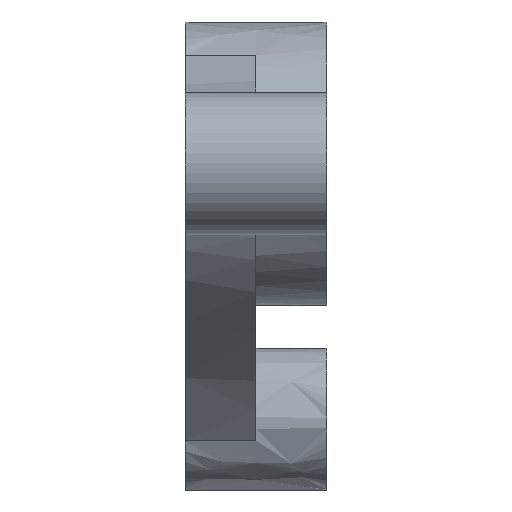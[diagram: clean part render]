
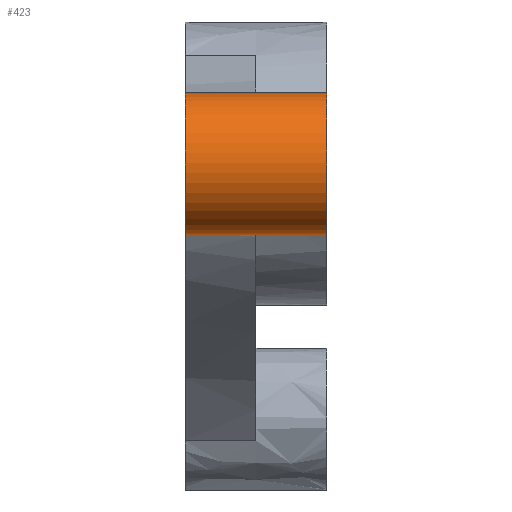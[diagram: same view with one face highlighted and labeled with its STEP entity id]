
A CAD part, front view. The second image highlights one B-rep face of the part: STEP entity #423.
In plain terms, the highlighted free-form (B-spline) face has degree [2, 1] with [5, 2] control points.
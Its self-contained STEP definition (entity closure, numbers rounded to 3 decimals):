
#345 = VERTEX_POINT('',#346);
#346 = CARTESIAN_POINT('',(10.005,-34.611,
    -4.531));
#356 = EDGE_CURVE('',#345,#357,#359,.T.);
#357 = VERTEX_POINT('',#358);
#358 = CARTESIAN_POINT('',(-10.005,-34.611,
    -4.531));
#359 = B_SPLINE_CURVE_WITH_KNOTS('',1,(#360,#361),.UNSPECIFIED.,.F.,.F.,
  (2,2),(-0.,20.),.PIECEWISE_BEZIER_KNOTS.);
#360 = CARTESIAN_POINT('',(10.005,-34.611,
    -4.531));
#361 = CARTESIAN_POINT('',(-10.005,-34.611,
    -4.531));
#423 = ADVANCED_FACE('',(#424),#452,.T.);
#424 = FACE_BOUND('',#425,.T.);
#425 = EDGE_LOOP('',(#426,#427,#437,#444));
#426 = ORIENTED_EDGE('',*,*,#356,.F.);
#427 = ORIENTED_EDGE('',*,*,#428,.F.);
#428 = EDGE_CURVE('',#429,#345,#431,.T.);
#429 = VERTEX_POINT('',#430);
#430 = CARTESIAN_POINT('',(10.005,-34.611,
    15.479));
#431 = ( BOUNDED_CURVE() B_SPLINE_CURVE(2,(#432,#433,#434,#435,#436),
.UNSPECIFIED.,.F.,.F.) B_SPLINE_CURVE_WITH_KNOTS((3,2,3),(3.142,
4.712,6.283),.PIECEWISE_BEZIER_KNOTS.) CURVE() 
GEOMETRIC_REPRESENTATION_ITEM() RATIONAL_B_SPLINE_CURVE((1.,
0.707,1.,0.707,1.)) REPRESENTATION_ITEM('') );
#432 = CARTESIAN_POINT('',(10.005,-34.611,
    15.479));
#433 = CARTESIAN_POINT('',(10.005,-44.616,
    15.479));
#434 = CARTESIAN_POINT('',(10.005,-44.616,
    5.474));
#435 = CARTESIAN_POINT('',(10.005,-44.616,
    -4.531));
#436 = CARTESIAN_POINT('',(10.005,-34.611,
    -4.531));
#437 = ORIENTED_EDGE('',*,*,#438,.T.);
#438 = EDGE_CURVE('',#429,#439,#441,.T.);
#439 = VERTEX_POINT('',#440);
#440 = CARTESIAN_POINT('',(-10.005,-34.611,
    15.479));
#441 = B_SPLINE_CURVE_WITH_KNOTS('',1,(#442,#443),.UNSPECIFIED.,.F.,.F.,
  (2,2),(-0.,20.),.PIECEWISE_BEZIER_KNOTS.);
#442 = CARTESIAN_POINT('',(10.005,-34.611,
    15.479));
#443 = CARTESIAN_POINT('',(-10.005,-34.611,
    15.479));
#444 = ORIENTED_EDGE('',*,*,#445,.T.);
#445 = EDGE_CURVE('',#439,#357,#446,.T.);
#446 = ( BOUNDED_CURVE() B_SPLINE_CURVE(2,(#447,#448,#449,#450,#451),
.UNSPECIFIED.,.F.,.F.) B_SPLINE_CURVE_WITH_KNOTS((3,2,3),(3.142,
4.712,6.283),.PIECEWISE_BEZIER_KNOTS.) CURVE() 
GEOMETRIC_REPRESENTATION_ITEM() RATIONAL_B_SPLINE_CURVE((1.,
0.707,1.,0.707,1.)) REPRESENTATION_ITEM('') );
#447 = CARTESIAN_POINT('',(-10.005,-34.611,
    15.479));
#448 = CARTESIAN_POINT('',(-10.005,-44.616,
    15.479));
#449 = CARTESIAN_POINT('',(-10.005,-44.616,
    5.474));
#450 = CARTESIAN_POINT('',(-10.005,-44.616,
    -4.531));
#451 = CARTESIAN_POINT('',(-10.005,-34.611,
    -4.531));
#452 = ( BOUNDED_SURFACE() B_SPLINE_SURFACE(2,1,(
    (#453,#454)
    ,(#455,#456)
    ,(#457,#458)
    ,(#459,#460)
,(#461,#462
    )),.UNSPECIFIED.,.F.,.F.,.F.) B_SPLINE_SURFACE_WITH_KNOTS((3,2,3),(2
    ,2),(3.142,4.712,6.283),(0.,20.),
.PIECEWISE_BEZIER_KNOTS.) GEOMETRIC_REPRESENTATION_ITEM() 
RATIONAL_B_SPLINE_SURFACE((
    (1.,1.)
    ,(0.707,0.707)
    ,(1.,1.)
    ,(0.707,0.707)
,(1.,1.))) REPRESENTATION_ITEM('') SURFACE() );
#453 = CARTESIAN_POINT('',(10.005,-34.611,
    -4.531));
#454 = CARTESIAN_POINT('',(-10.005,-34.611,
    -4.531));
#455 = CARTESIAN_POINT('',(10.005,-44.616,
    -4.531));
#456 = CARTESIAN_POINT('',(-10.005,-44.616,
    -4.531));
#457 = CARTESIAN_POINT('',(10.005,-44.616,
    5.474));
#458 = CARTESIAN_POINT('',(-10.005,-44.616,
    5.474));
#459 = CARTESIAN_POINT('',(10.005,-44.616,
    15.479));
#460 = CARTESIAN_POINT('',(-10.005,-44.616,
    15.479));
#461 = CARTESIAN_POINT('',(10.005,-34.611,
    15.479));
#462 = CARTESIAN_POINT('',(-10.005,-34.611,
    15.479));
